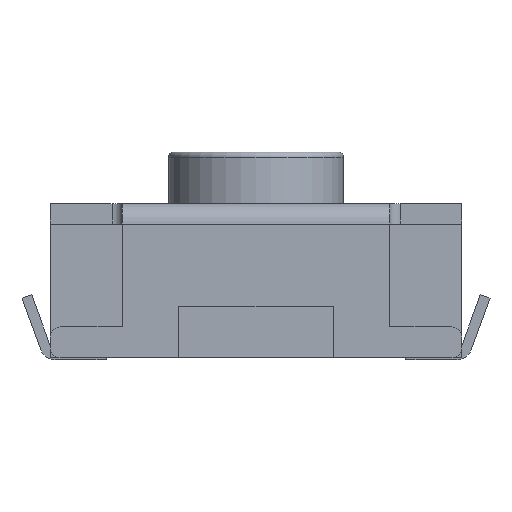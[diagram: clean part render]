
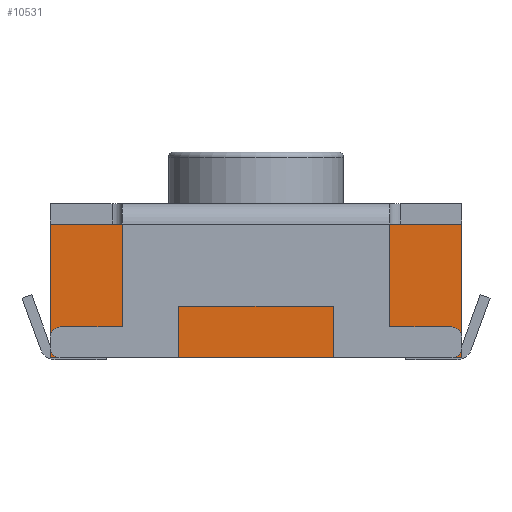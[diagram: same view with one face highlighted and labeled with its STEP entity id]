
A CAD part, front view. The second image highlights one B-rep face of the part: STEP entity #10531.
In plain terms, the highlighted planar face has unit normal (0, -1, 0).
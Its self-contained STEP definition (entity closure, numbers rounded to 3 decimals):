
#7948 = PLANE('',#7949);
#7949 = AXIS2_PLACEMENT_3D('',#7950,#7951,#7952);
#7950 = CARTESIAN_POINT('',(0.,0.,1.32));
#7951 = DIRECTION('',(0.,0.,1.));
#7952 = DIRECTION('',(1.,0.,-0.));
#8012 = VERTEX_POINT('',#8013);
#8013 = CARTESIAN_POINT('',(2.,-1.3,1.32));
#8027 = PLANE('',#8028);
#8028 = AXIS2_PLACEMENT_3D('',#8029,#8030,#8031);
#8029 = CARTESIAN_POINT('',(2.,1.3,0.82));
#8030 = DIRECTION('',(-1.,0.,0.));
#8031 = DIRECTION('',(0.,0.,1.));
#8190 = PLANE('',#8191);
#8191 = AXIS2_PLACEMENT_3D('',#8192,#8193,#8194);
#8192 = CARTESIAN_POINT('',(-2.,1.3,0.82));
#8193 = DIRECTION('',(1.,0.,0.));
#8194 = DIRECTION('',(0.,0.,-1.));
#8287 = VERTEX_POINT('',#8288);
#8288 = CARTESIAN_POINT('',(-2.,-1.3,1.32));
#8309 = EDGE_CURVE('',#8012,#8287,#8310,.T.);
#8310 = SURFACE_CURVE('',#8311,(#8315,#8322),.PCURVE_S1.);
#8311 = LINE('',#8312,#8313);
#8312 = CARTESIAN_POINT('',(-2.,-1.3,1.32));
#8313 = VECTOR('',#8314,1.);
#8314 = DIRECTION('',(-1.,-0.,-0.));
#8315 = PCURVE('',#7948,#8316);
#8316 = DEFINITIONAL_REPRESENTATION('',(#8317),#8321);
#8317 = LINE('',#8318,#8319);
#8318 = CARTESIAN_POINT('',(-2.,-1.3));
#8319 = VECTOR('',#8320,1.);
#8320 = DIRECTION('',(-1.,0.));
#8321 = ( GEOMETRIC_REPRESENTATION_CONTEXT(2) 
PARAMETRIC_REPRESENTATION_CONTEXT() REPRESENTATION_CONTEXT('2D SPACE',''
  ) );
#8322 = PCURVE('',#8323,#8328);
#8323 = PLANE('',#8324);
#8324 = AXIS2_PLACEMENT_3D('',#8325,#8326,#8327);
#8325 = CARTESIAN_POINT('',(-2.,-1.3,0.82));
#8326 = DIRECTION('',(0.,1.,0.));
#8327 = DIRECTION('',(0.,-0.,1.));
#8328 = DEFINITIONAL_REPRESENTATION('',(#8329),#8333);
#8329 = LINE('',#8330,#8331);
#8330 = CARTESIAN_POINT('',(0.5,0.));
#8331 = VECTOR('',#8332,1.);
#8332 = DIRECTION('',(0.,-1.));
#8333 = ( GEOMETRIC_REPRESENTATION_CONTEXT(2) 
PARAMETRIC_REPRESENTATION_CONTEXT() REPRESENTATION_CONTEXT('2D SPACE',''
  ) );
#8384 = PLANE('',#8385);
#8385 = AXIS2_PLACEMENT_3D('',#8386,#8387,#8388);
#8386 = CARTESIAN_POINT('',(0.,0.,0.02));
#8387 = DIRECTION('',(0.,0.,1.));
#8388 = DIRECTION('',(1.,0.,-0.));
#8491 = EDGE_CURVE('',#8492,#8012,#8494,.T.);
#8492 = VERTEX_POINT('',#8493);
#8493 = CARTESIAN_POINT('',(2.,-1.3,0.02));
#8494 = SURFACE_CURVE('',#8495,(#8499,#8506),.PCURVE_S1.);
#8495 = LINE('',#8496,#8497);
#8496 = CARTESIAN_POINT('',(2.,-1.3,0.82));
#8497 = VECTOR('',#8498,1.);
#8498 = DIRECTION('',(0.,0.,1.));
#8499 = PCURVE('',#8027,#8500);
#8500 = DEFINITIONAL_REPRESENTATION('',(#8501),#8505);
#8501 = LINE('',#8502,#8503);
#8502 = CARTESIAN_POINT('',(0.,-2.6));
#8503 = VECTOR('',#8504,1.);
#8504 = DIRECTION('',(1.,0.));
#8505 = ( GEOMETRIC_REPRESENTATION_CONTEXT(2) 
PARAMETRIC_REPRESENTATION_CONTEXT() REPRESENTATION_CONTEXT('2D SPACE',''
  ) );
#8506 = PCURVE('',#8323,#8507);
#8507 = DEFINITIONAL_REPRESENTATION('',(#8508),#8512);
#8508 = LINE('',#8509,#8510);
#8509 = CARTESIAN_POINT('',(0.,4.));
#8510 = VECTOR('',#8511,1.);
#8511 = DIRECTION('',(1.,0.));
#8512 = ( GEOMETRIC_REPRESENTATION_CONTEXT(2) 
PARAMETRIC_REPRESENTATION_CONTEXT() REPRESENTATION_CONTEXT('2D SPACE',''
  ) );
#10357 = EDGE_CURVE('',#10358,#8492,#10360,.T.);
#10358 = VERTEX_POINT('',#10359);
#10359 = CARTESIAN_POINT('',(-2.,-1.3,0.02));
#10360 = SURFACE_CURVE('',#10361,(#10365,#10372),.PCURVE_S1.);
#10361 = LINE('',#10362,#10363);
#10362 = CARTESIAN_POINT('',(2.,-1.3,0.02));
#10363 = VECTOR('',#10364,1.);
#10364 = DIRECTION('',(1.,0.,0.));
#10365 = PCURVE('',#8384,#10366);
#10366 = DEFINITIONAL_REPRESENTATION('',(#10367),#10371);
#10367 = LINE('',#10368,#10369);
#10368 = CARTESIAN_POINT('',(2.,-1.3));
#10369 = VECTOR('',#10370,1.);
#10370 = DIRECTION('',(1.,0.));
#10371 = ( GEOMETRIC_REPRESENTATION_CONTEXT(2) 
PARAMETRIC_REPRESENTATION_CONTEXT() REPRESENTATION_CONTEXT('2D SPACE',''
  ) );
#10372 = PCURVE('',#8323,#10373);
#10373 = DEFINITIONAL_REPRESENTATION('',(#10374),#10378);
#10374 = LINE('',#10375,#10376);
#10375 = CARTESIAN_POINT('',(-0.8,4.));
#10376 = VECTOR('',#10377,1.);
#10377 = DIRECTION('',(0.,1.));
#10378 = ( GEOMETRIC_REPRESENTATION_CONTEXT(2) 
PARAMETRIC_REPRESENTATION_CONTEXT() REPRESENTATION_CONTEXT('2D SPACE',''
  ) );
#10531 = ADVANCED_FACE('',(#10532),#8323,.F.);
#10532 = FACE_BOUND('',#10533,.T.);
#10533 = EDGE_LOOP('',(#10534,#10535,#10556,#10557));
#10534 = ORIENTED_EDGE('',*,*,#8309,.T.);
#10535 = ORIENTED_EDGE('',*,*,#10536,.F.);
#10536 = EDGE_CURVE('',#10358,#8287,#10537,.T.);
#10537 = SURFACE_CURVE('',#10538,(#10542,#10549),.PCURVE_S1.);
#10538 = LINE('',#10539,#10540);
#10539 = CARTESIAN_POINT('',(-2.,-1.3,0.82));
#10540 = VECTOR('',#10541,1.);
#10541 = DIRECTION('',(0.,0.,1.));
#10542 = PCURVE('',#8323,#10543);
#10543 = DEFINITIONAL_REPRESENTATION('',(#10544),#10548);
#10544 = LINE('',#10545,#10546);
#10545 = CARTESIAN_POINT('',(0.,0.));
#10546 = VECTOR('',#10547,1.);
#10547 = DIRECTION('',(1.,0.));
#10548 = ( GEOMETRIC_REPRESENTATION_CONTEXT(2) 
PARAMETRIC_REPRESENTATION_CONTEXT() REPRESENTATION_CONTEXT('2D SPACE',''
  ) );
#10549 = PCURVE('',#8190,#10550);
#10550 = DEFINITIONAL_REPRESENTATION('',(#10551),#10555);
#10551 = LINE('',#10552,#10553);
#10552 = CARTESIAN_POINT('',(0.,-2.6));
#10553 = VECTOR('',#10554,1.);
#10554 = DIRECTION('',(-1.,0.));
#10555 = ( GEOMETRIC_REPRESENTATION_CONTEXT(2) 
PARAMETRIC_REPRESENTATION_CONTEXT() REPRESENTATION_CONTEXT('2D SPACE',''
  ) );
#10556 = ORIENTED_EDGE('',*,*,#10357,.T.);
#10557 = ORIENTED_EDGE('',*,*,#8491,.T.);
